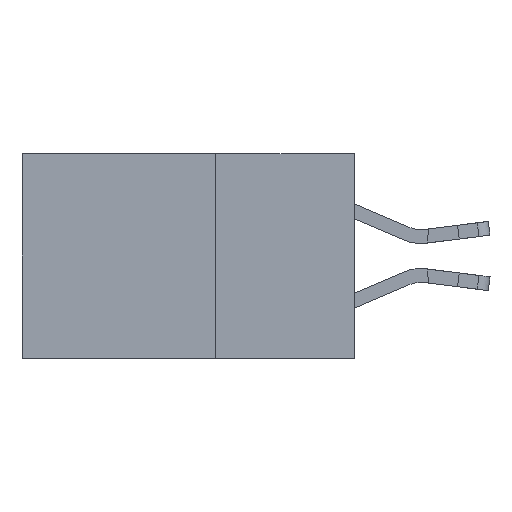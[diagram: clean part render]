
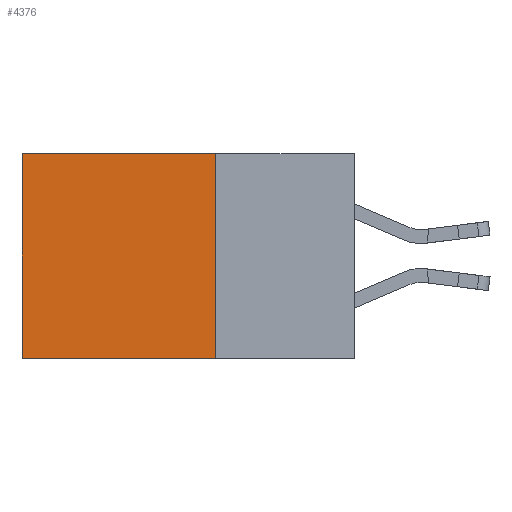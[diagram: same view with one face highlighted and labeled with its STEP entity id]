
A CAD part, left-side view. The second image highlights one B-rep face of the part: STEP entity #4376.
In plain terms, the highlighted planar face has unit normal (-1, 0, 0).
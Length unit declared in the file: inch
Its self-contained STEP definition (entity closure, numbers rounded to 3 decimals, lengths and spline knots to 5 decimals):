
#112 = VERTEX_POINT ( 'NONE', #11462 ) ;
#591 = ORIENTED_EDGE ( 'NONE', *, *, #8532, .F. ) ;
#710 = VECTOR ( 'NONE', #17361, 39.37008 ) ;
#1142 = CARTESIAN_POINT ( 'NONE',  ( 0.298, 0.25, 0. ) ) ;
#1376 = AXIS2_PLACEMENT_3D ( 'NONE', #6438, #20463, #9941 ) ;
#2037 = CARTESIAN_POINT ( 'NONE',  ( 0.298, 0.25, -0.37 ) ) ;
#2908 = CARTESIAN_POINT ( 'NONE',  ( 0.298, 0.25, 0. ) ) ;
#3516 = VERTEX_POINT ( 'NONE', #6531 ) ;
#4376 = ADVANCED_FACE ( 'NONE', ( #22321 ), #15051, .F. ) ;
#5322 = ORIENTED_EDGE ( 'NONE', *, *, #16767, .T. ) ;
#6438 = CARTESIAN_POINT ( 'NONE',  ( 0.298, 0.25, 0. ) ) ;
#6497 = VECTOR ( 'NONE', #22474, 39.37008 ) ;
#6531 = CARTESIAN_POINT ( 'NONE',  ( 0.298, 0.25, -0.37 ) ) ;
#6843 = EDGE_CURVE ( 'NONE', #3516, #112, #20161, .T. ) ;
#8086 = VECTOR ( 'NONE', #22043, 39.37008 ) ;
#8532 = EDGE_CURVE ( 'NONE', #19495, #3516, #21439, .T. ) ;
#9356 = EDGE_LOOP ( 'NONE', ( #5322, #11235, #591, #14143 ) ) ;
#9941 = DIRECTION ( 'NONE',  ( 0., 0., -1. ) ) ;
#11235 = ORIENTED_EDGE ( 'NONE', *, *, #6843, .F. ) ;
#11462 = CARTESIAN_POINT ( 'NONE',  ( 0.298, 0.6, -0.37 ) ) ;
#14143 = ORIENTED_EDGE ( 'NONE', *, *, #15270, .T. ) ;
#14350 = CARTESIAN_POINT ( 'NONE',  ( 0.298, 0.6, 0. ) ) ;
#15051 = PLANE ( 'NONE',  #1376 ) ;
#15270 = EDGE_CURVE ( 'NONE', #19495, #17334, #19888, .T. ) ;
#16767 = EDGE_CURVE ( 'NONE', #17334, #112, #20600, .T. ) ;
#17334 = VERTEX_POINT ( 'NONE', #14350 ) ;
#17361 = DIRECTION ( 'NONE',  ( 0., 0., -1. ) ) ;
#19495 = VERTEX_POINT ( 'NONE', #2908 ) ;
#19888 = LINE ( 'NONE', #1142, #8086 ) ;
#20131 = CARTESIAN_POINT ( 'NONE',  ( 0.298, 0.6, 0. ) ) ;
#20161 = LINE ( 'NONE', #2037, #6497 ) ;
#20211 = DIRECTION ( 'NONE',  ( 0., 0., -1. ) ) ;
#20463 = DIRECTION ( 'NONE',  ( 1., 0., 0. ) ) ;
#20600 = LINE ( 'NONE', #20131, #21416 ) ;
#20732 = CARTESIAN_POINT ( 'NONE',  ( 0.298, 0.25, 0. ) ) ;
#21416 = VECTOR ( 'NONE', #20211, 39.37008 ) ;
#21439 = LINE ( 'NONE', #20732, #710 ) ;
#22043 = DIRECTION ( 'NONE',  ( 0., 1., 0. ) ) ;
#22321 = FACE_OUTER_BOUND ( 'NONE', #9356, .T. ) ;
#22474 = DIRECTION ( 'NONE',  ( 0., 1., 0. ) ) ;
